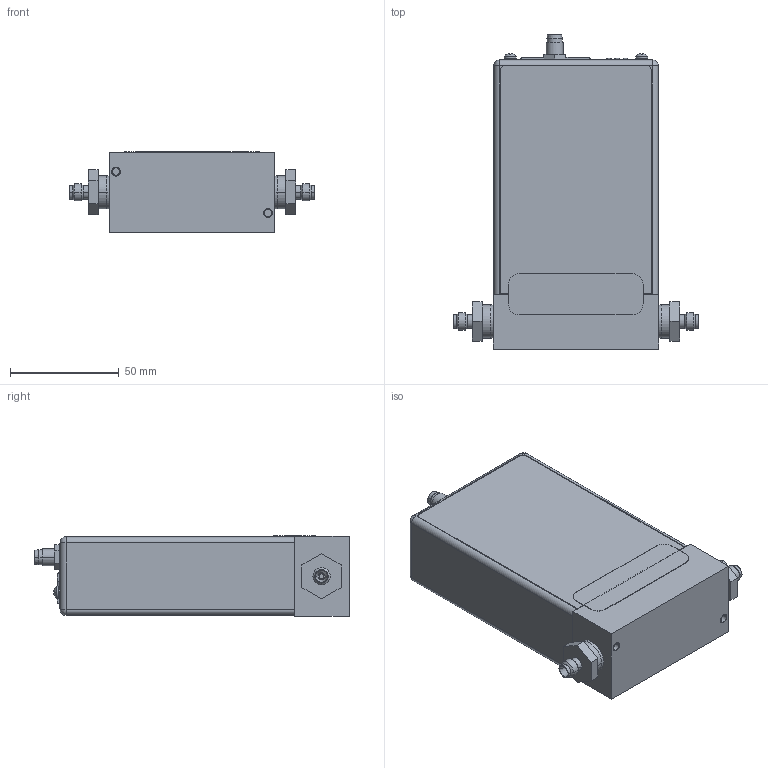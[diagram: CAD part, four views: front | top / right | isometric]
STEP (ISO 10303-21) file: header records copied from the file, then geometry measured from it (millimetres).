
FILE_DESCRIPTION((''),'2;1');
FILE_NAME('GE50A_ETHERCAT_5-PIN_4VCR_ASM','2014-09-25T',('cockrofm'),(''),'PRO/ENGINEER BY PARAMETRIC TECHNOLOGY CORPORATION, 2011490','PRO/ENGINEER BY PARAMETRIC TECHNOLOGY CORPORATION, 2011490','');
FILE_SCHEMA(('CONFIG_CONTROL_DESIGN'));
Length unit declared in the file: inch
Products named in the file (24): 1041553_FLOWBODY_NOT-USED_2; 119643-P3_1; 1053479_RJ45_DOUBLE_CONN_1; 1007235_CONN_RJ45_1; 1053737-002_ASM_2_ASM; 1053764_ENCLOSURE_ETHERCAT_1; 1042639-001_FRT_1; 1053560_LABEL_TOP_ETHERCAT_1; 1055979_PWB_1; 1054851_1; 1054847_NUT_1; 1043471_LED_1; 1043472_LED_1; 1053585_SWITCH_1; 1055980_CCA_ASSY_ASM_1_ASM; 1200905080_1; 1200905080_NUT_1; 1053806_LABEL_1; 122676_1; 1011702-002_4-40_PAN-HD-SEMS_1; PLP2-215_1; 1040814_FOR_STP_ASM_2_ASM; 1051904_FITTING; GE50A_ETHERCAT_5-PIN_4VCR_ASM
Assembly tree (30 placements, depth 4):
  GE50A_ETHERCAT_5-PIN_4VCR_ASM
    1040814_FOR_STP_ASM_2_ASM
      1041553_FLOWBODY_NOT-USED_2
      119643-P3_1
      1053737-002_ASM_2_ASM
        1053479_RJ45_DOUBLE_CONN_1
        1007235_CONN_RJ45_1
      1053764_ENCLOSURE_ETHERCAT_1
      1042639-001_FRT_1
      1053560_LABEL_TOP_ETHERCAT_1
      1055980_CCA_ASSY_ASM_1_ASM
        1055979_PWB_1
        1054851_1
        1054847_NUT_1
        1043471_LED_1
        1043472_LED_1  x2
        1053585_SWITCH_1  x3
      1200905080_1
      1200905080_NUT_1
      1053806_LABEL_1
      122676_1
      1011702-002_4-40_PAN-HD-SEMS_1  x2
      PLP2-215_1  x3
    1051904_FITTING  x2
Bounding box: 112.78 x 144.53 x 37.08 mm (x, y, z)
Volume: 105923.8 mm3; surface area: 111120.2 mm2
Topology: 27 solids, 29 shells, 986 faces, 2379 edges, 1508 vertices
Faces by surface type: plane 603, cylinder 277, extrusion 40, cone 32, torus 20, sphere 14
Entity records: 23491 total; most frequent: CARTESIAN_POINT 4373, DIRECTION 4004, ORIENTED_EDGE 3722, EDGE_CURVE 1865, AXIS2_PLACEMENT_3D 1349, VECTOR 1306, LINE 1286, VERTEX_POINT 1194
